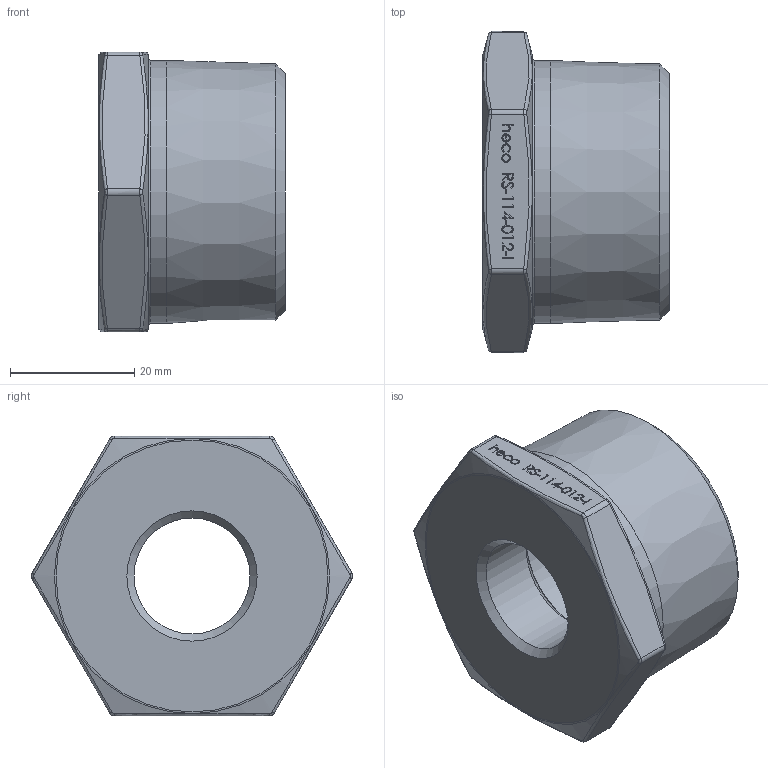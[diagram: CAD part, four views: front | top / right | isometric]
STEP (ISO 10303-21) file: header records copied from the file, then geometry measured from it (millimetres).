
FILE_DESCRIPTION (( 'STEP AP214' ), '1' );
FILE_NAME ('RS-114-012-I 2401.STEP', '2024-01-08T11:12:16', ( '' ), ( '' ), 'SwSTEP 2.0', 'SolidWorks 2019', '' );
FILE_SCHEMA (( 'AUTOMOTIVE_DESIGN' ));
Length unit declared in the file: millimetre
Products named in the file (1): RS-114-012-I 2401
Bounding box: 30 x 51.65 x 45 mm (x, y, z)
Volume: 34061.7 mm3; surface area: 8548.8 mm2
Topology: 1 solids, 1 shells, 223 faces, 567 edges, 368 vertices
Faces by surface type: plane 109, bspline 94, cylinder 9, cone 6, torus 5
Full cylindrical faces by diameter (mm): 18.631 x1, 21.355 x1, 42.31 x1
Entity records: 12758 total; most frequent: CARTESIAN_POINT 6263, ORIENTED_EDGE 1094, DIRECTION 659, EDGE_CURVE 547, VERTEX_POINT 362, VECTOR 319, LINE 319, EDGE_LOOP 261
